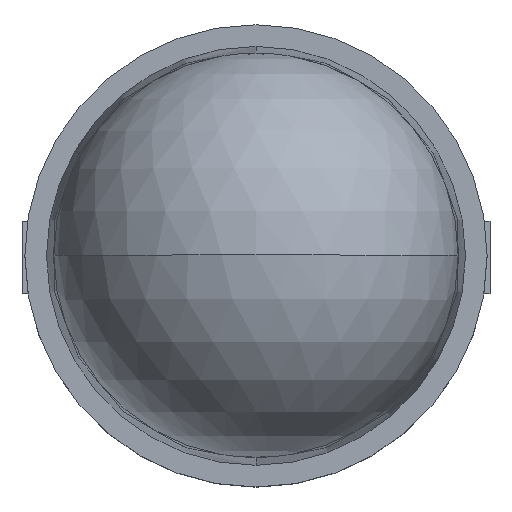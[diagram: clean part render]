
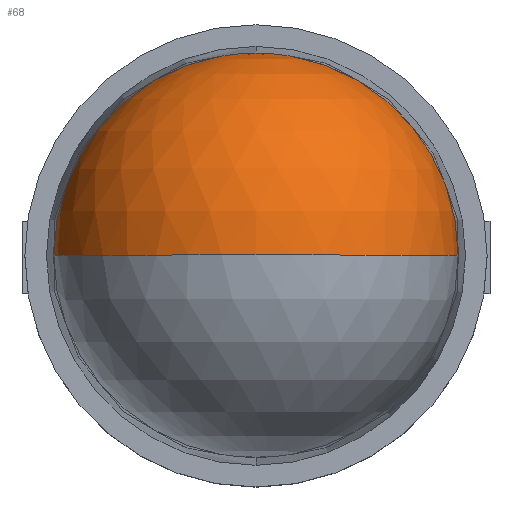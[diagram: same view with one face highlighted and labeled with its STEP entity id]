
A CAD part, top view. The second image highlights one B-rep face of the part: STEP entity #68.
In plain terms, the highlighted spherical face has radius 1.4 mm.
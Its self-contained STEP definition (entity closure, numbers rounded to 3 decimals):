
#22 = VERTEX_POINT('',#23);
#23 = CARTESIAN_POINT('',(1.4,0.,
    4.182));
#50 = VERTEX_POINT('',#51);
#51 = CARTESIAN_POINT('',(0.,1.4,4.182));
#57 = EDGE_CURVE('',#50,#22,#58,.T.);
#58 = CIRCLE('',#59,1.4);
#59 = AXIS2_PLACEMENT_3D('',#60,#61,#62);
#60 = CARTESIAN_POINT('',(0.,0.,4.182));
#61 = DIRECTION('',(0.,0.,-1.));
#62 = DIRECTION('',(0.,1.,0.));
#68 = ADVANCED_FACE('',(#69),#97,.T.);
#69 = FACE_BOUND('',#70,.T.);
#70 = EDGE_LOOP('',(#71,#82,#89,#90));
#71 = ORIENTED_EDGE('',*,*,#72,.F.);
#72 = EDGE_CURVE('',#73,#75,#77,.T.);
#73 = VERTEX_POINT('',#74);
#74 = CARTESIAN_POINT('',(0.,0.,5.55));
#75 = VERTEX_POINT('',#76);
#76 = CARTESIAN_POINT('',(-1.4,0.,4.182));
#77 = CIRCLE('',#78,1.4);
#78 = AXIS2_PLACEMENT_3D('',#79,#80,#81);
#79 = CARTESIAN_POINT('',(0.,0.,4.15));
#80 = DIRECTION('',(0.,-1.,0.));
#81 = DIRECTION('',(1.,0.,0.));
#82 = ORIENTED_EDGE('',*,*,#83,.T.);
#83 = EDGE_CURVE('',#73,#22,#84,.T.);
#84 = CIRCLE('',#85,1.4);
#85 = AXIS2_PLACEMENT_3D('',#86,#87,#88);
#86 = CARTESIAN_POINT('',(0.,0.,4.15));
#87 = DIRECTION('',(0.,1.,0.));
#88 = DIRECTION('',(-1.,0.,0.));
#89 = ORIENTED_EDGE('',*,*,#57,.F.);
#90 = ORIENTED_EDGE('',*,*,#91,.F.);
#91 = EDGE_CURVE('',#75,#50,#92,.T.);
#92 = CIRCLE('',#93,1.4);
#93 = AXIS2_PLACEMENT_3D('',#94,#95,#96);
#94 = CARTESIAN_POINT('',(0.,0.,4.182));
#95 = DIRECTION('',(0.,0.,-1.));
#96 = DIRECTION('',(0.,1.,0.));
#97 = SPHERICAL_SURFACE('',#98,1.4);
#98 = AXIS2_PLACEMENT_3D('',#99,#100,#101);
#99 = CARTESIAN_POINT('',(0.,0.,4.15));
#100 = DIRECTION('',(0.,1.,0.));
#101 = DIRECTION('',(-1.,0.,0.));
